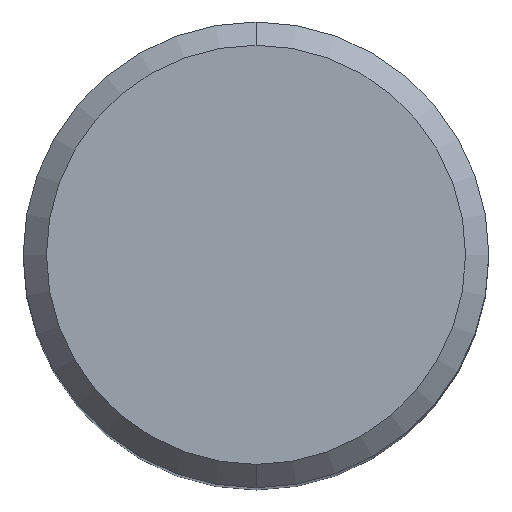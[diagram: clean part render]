
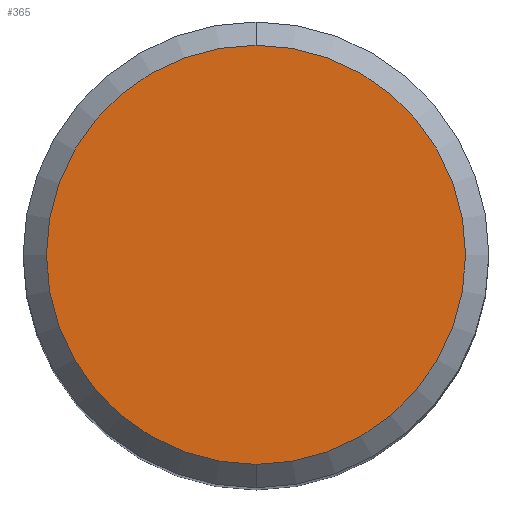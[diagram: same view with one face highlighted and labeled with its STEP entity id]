
A CAD part, top view. The second image highlights one B-rep face of the part: STEP entity #365.
In plain terms, the highlighted planar face has unit normal (0, 0, 1).
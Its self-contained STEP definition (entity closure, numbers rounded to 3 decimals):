
#235=EDGE_CURVE('',#421,#347,#541,.T.);
#341=EDGE_CURVE('',#347,#421,#660,.T.);
#347=VERTEX_POINT('',#666);
#365=ADVANCED_FACE('',(#685),#686,.T.);
#421=VERTEX_POINT('',#747);
#541=CIRCLE('',#965,7.2);
#660=CIRCLE('',#1230,7.2);
#666=CARTESIAN_POINT('',(0.,-7.2,0.));
#685=FACE_OUTER_BOUND('',#1276,.T.);
#686=PLANE('',#1277);
#747=CARTESIAN_POINT('',(0.0,7.2,0.));
#965=AXIS2_PLACEMENT_3D('',#1552,#1553,#1554);
#1230=AXIS2_PLACEMENT_3D('',#1723,#1724,#1725);
#1276=EDGE_LOOP('',(#1741,#1742));
#1277=AXIS2_PLACEMENT_3D('',#1743,#1744,#1745);
#1552=CARTESIAN_POINT('',(0.0,0.0,0.));
#1553=DIRECTION('',(0.0,0.0,-1.0));
#1554=DIRECTION('',(0.0,1.0,0.0));
#1723=CARTESIAN_POINT('',(0.0,0.0,0.));
#1724=DIRECTION('',(0.0,0.0,-1.0));
#1725=DIRECTION('',(0.0,1.0,0.0));
#1741=ORIENTED_EDGE('',*,*,#235,.F.);
#1742=ORIENTED_EDGE('',*,*,#341,.F.);
#1743=CARTESIAN_POINT('',(0.0,3.6,0.));
#1744=DIRECTION('',(-0.0,0.0,1.0));
#1745=DIRECTION('',(0.0,-1.0,0.0));
